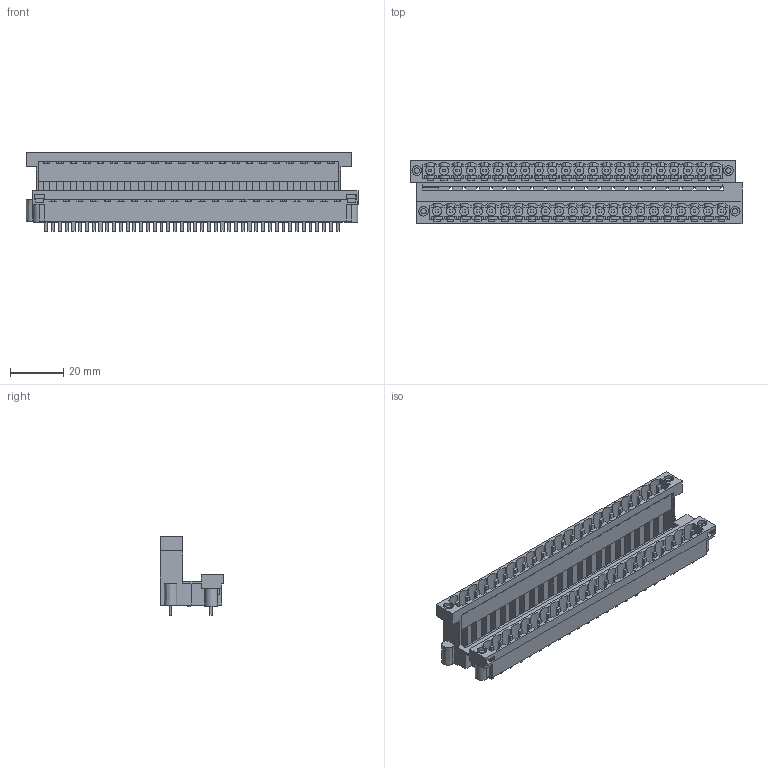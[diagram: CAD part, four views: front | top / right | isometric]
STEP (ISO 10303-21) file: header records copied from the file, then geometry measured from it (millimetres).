
FILE_DESCRIPTION(('CATIA V5 STEP Exchange','CAx-IF Rec.Pracs.--- Model Styling and Organization---1.2---2011-12-15'),'2;1');
FILE_NAME ('D1458673_0_1889310000_1889310000.stp','2018-04-19T13:01:57+00:00',('none'),('Weidmueller'),'CATIA Version 5-6 Release 2014','CATIA V5 STEP AP214','none');
FILE_SCHEMA(('AUTOMOTIVE_DESIGN { 1 0 10303 214 1 1 1 1 }'));
Products named in the file (1): 1889310000
Bounding box: 124.46 x 23.67 x 29.36 mm (x, y, z)
Volume: 18770 mm3; surface area: 33909.8 mm2
Topology: 50 solids, 72 shells, 1991 faces, 6388 edges, 4460 vertices
Faces by surface type: plane 1613, cylinder 374, extrusion 4
Entity records: 66554 total; most frequent: CARTESIAN_POINT 14416, ORIENTED_EDGE 12776, DIRECTION 7800, EDGE_CURVE 6388, VECTOR 5062, LINE 5058, VERTEX_POINT 4460, EDGE_LOOP 2150
